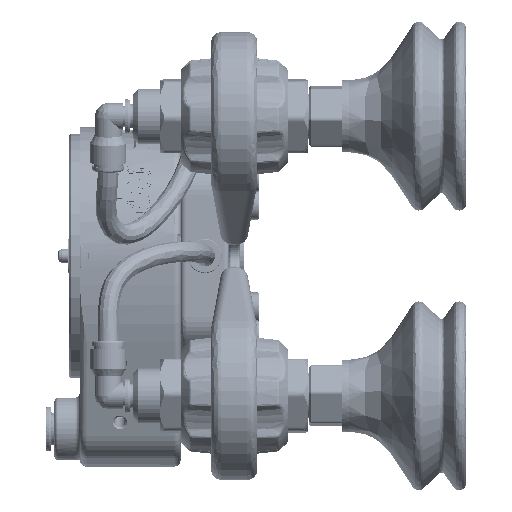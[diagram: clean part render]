
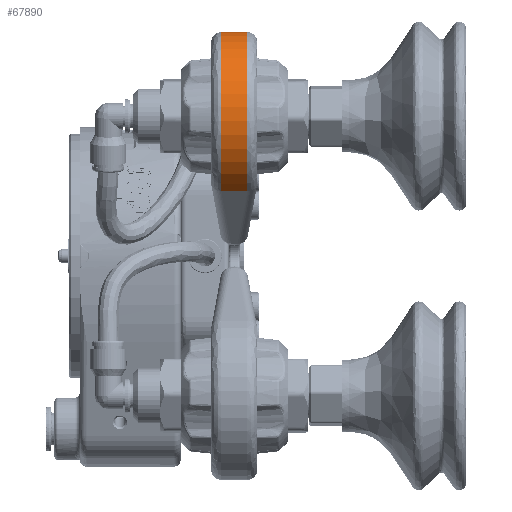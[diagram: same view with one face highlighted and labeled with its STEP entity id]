
A CAD part, left-side view. The second image highlights one B-rep face of the part: STEP entity #67890.
In plain terms, the highlighted cylindrical face has radius 24.5 mm (diameter 49 mm), a partial arc.
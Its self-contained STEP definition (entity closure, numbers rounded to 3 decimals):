
#2366 = DIRECTION ( 'NONE',  ( 0., -1., 0. ) ) ;
#2553 = ORIENTED_EDGE ( 'NONE', *, *, #255075, .T. ) ;
#6006 = CIRCLE ( 'NONE', #212627, 24.5 ) ;
#8142 = EDGE_CURVE ( 'NONE', #41953, #43445, #36366, .T. ) ;
#9889 = ORIENTED_EDGE ( 'NONE', *, *, #189532, .T. ) ;
#14502 = EDGE_CURVE ( 'NONE', #119623, #18225, #82580, .T. ) ;
#15289 = DIRECTION ( 'NONE',  ( 0., 1., 0. ) ) ;
#17900 = DIRECTION ( 'NONE',  ( 0., 0., -1. ) ) ;
#18225 = VERTEX_POINT ( 'NONE', #72445 ) ;
#35625 = AXIS2_PLACEMENT_3D ( 'NONE', #158155, #15289, #17900 ) ;
#36366 = LINE ( 'NONE', #118615, #182489 ) ;
#39553 = CARTESIAN_POINT ( 'NONE',  ( 90.875, -4.834, -18.806 ) ) ;
#40444 = CARTESIAN_POINT ( 'NONE',  ( 90.889, -12.348, -18.813 ) ) ;
#41953 = VERTEX_POINT ( 'NONE', #243609 ) ;
#43445 = VERTEX_POINT ( 'NONE', #77763 ) ;
#43570 = B_SPLINE_CURVE_WITH_KNOTS ( 'NONE', 3,
 ( #243192, #39553, #98945, #263361 ),
 .UNSPECIFIED., .F., .F.,
 ( 4, 4 ),
 ( 0., 1. ),
 .UNSPECIFIED. ) ;
#45628 = DIRECTION ( 'NONE',  ( 0., 1., 0. ) ) ;
#50522 = CARTESIAN_POINT ( 'NONE',  ( 104.212, -12.348, -39.35 ) ) ;
#50805 = AXIS2_PLACEMENT_3D ( 'NONE', #82759, #143442, #205451 ) ;
#55721 = CARTESIAN_POINT ( 'NONE',  ( 90.889, -12.348, -18.813 ) ) ;
#60307 = VERTEX_POINT ( 'NONE', #67972 ) ;
#65553 = CARTESIAN_POINT ( 'NONE',  ( 79.745, -8.587, -65.132 ) ) ;
#67890 = ADVANCED_FACE ( 'NONE', ( #123188 ), #100296, .T. ) ;
#67972 = CARTESIAN_POINT ( 'NONE',  ( 79.745, -12.348, -65.132 ) ) ;
#72445 = CARTESIAN_POINT ( 'NONE',  ( 104.212, -4.827, -39.35 ) ) ;
#73762 = VECTOR ( 'NONE', #207183, 1000. ) ;
#77763 = CARTESIAN_POINT ( 'NONE',  ( 90.868, -12.337, -18.802 ) ) ;
#81509 = VERTEX_POINT ( 'NONE', #112396 ) ;
#82580 = CIRCLE ( 'NONE', #177250, 24.5 ) ;
#82759 = CARTESIAN_POINT ( 'NONE',  ( 79.745, -8.587, -40.632 ) ) ;
#83393 = EDGE_LOOP ( 'NONE', ( #86945, #140647, #9889, #233962, #138752, #251558, #138580, #2553 ) ) ;
#84219 = EDGE_CURVE ( 'NONE', #41953, #81509, #43570, .T. ) ;
#84524 = LINE ( 'NONE', #65553, #73762 ) ;
#86945 = ORIENTED_EDGE ( 'NONE', *, *, #113541, .F. ) ;
#93904 = B_SPLINE_CURVE_WITH_KNOTS ( 'NONE', 3,
 ( #55721, #119080, #137986, #97551 ),
 .UNSPECIFIED., .F., .F.,
 ( 4, 4 ),
 ( 0., 1. ),
 .UNSPECIFIED. ) ;
#97551 = CARTESIAN_POINT ( 'NONE',  ( 90.868, -12.337, -18.802 ) ) ;
#98438 = CIRCLE ( 'NONE', #149993, 24.5 ) ;
#98945 = CARTESIAN_POINT ( 'NONE',  ( 90.882, -4.831, -18.81 ) ) ;
#100097 = CIRCLE ( 'NONE', #35625, 24.5 ) ;
#100296 = CYLINDRICAL_SURFACE ( 'NONE', #50805, 24.5 ) ;
#112396 = CARTESIAN_POINT ( 'NONE',  ( 90.889, -4.827, -18.813 ) ) ;
#113541 = EDGE_CURVE ( 'NONE', #119623, #60307, #84524, .T. ) ;
#118615 = CARTESIAN_POINT ( 'NONE',  ( 90.868, -8.587, -18.802 ) ) ;
#119080 = CARTESIAN_POINT ( 'NONE',  ( 90.882, -12.344, -18.81 ) ) ;
#119623 = VERTEX_POINT ( 'NONE', #260978 ) ;
#123188 = FACE_OUTER_BOUND ( 'NONE', #83393, .T. ) ;
#130518 = DIRECTION ( 'NONE',  ( 0., 0., -1. ) ) ;
#136433 = VERTEX_POINT ( 'NONE', #50522 ) ;
#137986 = CARTESIAN_POINT ( 'NONE',  ( 90.875, -12.341, -18.806 ) ) ;
#138165 = CARTESIAN_POINT ( 'NONE',  ( 79.745, -4.827, -40.632 ) ) ;
#138580 = ORIENTED_EDGE ( 'NONE', *, *, #229556, .T. ) ;
#138752 = ORIENTED_EDGE ( 'NONE', *, *, #8142, .T. ) ;
#140647 = ORIENTED_EDGE ( 'NONE', *, *, #14502, .T. ) ;
#143442 = DIRECTION ( 'NONE',  ( 0., -1., 0. ) ) ;
#149993 = AXIS2_PLACEMENT_3D ( 'NONE', #230324, #45628, #130518 ) ;
#155146 = EDGE_CURVE ( 'NONE', #247687, #43445, #93904, .T. ) ;
#158155 = CARTESIAN_POINT ( 'NONE',  ( 79.745, -12.348, -40.632 ) ) ;
#177250 = AXIS2_PLACEMENT_3D ( 'NONE', #207215, #2366, #186969 ) ;
#182489 = VECTOR ( 'NONE', #200861, 1000. ) ;
#186969 = DIRECTION ( 'NONE',  ( 0., 0., -1. ) ) ;
#189532 = EDGE_CURVE ( 'NONE', #18225, #81509, #6006, .T. ) ;
#200861 = DIRECTION ( 'NONE',  ( 0., -1., 0. ) ) ;
#205451 = DIRECTION ( 'NONE',  ( 0., 0., -1. ) ) ;
#207183 = DIRECTION ( 'NONE',  ( 0., -1., 0. ) ) ;
#207215 = CARTESIAN_POINT ( 'NONE',  ( 79.745, -4.827, -40.632 ) ) ;
#212627 = AXIS2_PLACEMENT_3D ( 'NONE', #138165, #220406, #241964 ) ;
#220406 = DIRECTION ( 'NONE',  ( 0., -1., 0. ) ) ;
#229556 = EDGE_CURVE ( 'NONE', #247687, #136433, #98438, .T. ) ;
#230324 = CARTESIAN_POINT ( 'NONE',  ( 79.745, -12.348, -40.632 ) ) ;
#233962 = ORIENTED_EDGE ( 'NONE', *, *, #84219, .F. ) ;
#241964 = DIRECTION ( 'NONE',  ( 0., 0., -1. ) ) ;
#243192 = CARTESIAN_POINT ( 'NONE',  ( 90.868, -4.838, -18.802 ) ) ;
#243609 = CARTESIAN_POINT ( 'NONE',  ( 90.868, -4.838, -18.802 ) ) ;
#247687 = VERTEX_POINT ( 'NONE', #40444 ) ;
#251558 = ORIENTED_EDGE ( 'NONE', *, *, #155146, .F. ) ;
#255075 = EDGE_CURVE ( 'NONE', #136433, #60307, #100097, .T. ) ;
#260978 = CARTESIAN_POINT ( 'NONE',  ( 79.745, -4.827, -65.132 ) ) ;
#263361 = CARTESIAN_POINT ( 'NONE',  ( 90.889, -4.827, -18.813 ) ) ;
